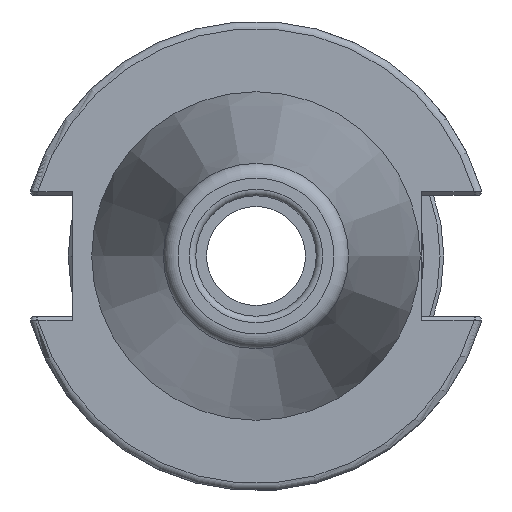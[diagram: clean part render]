
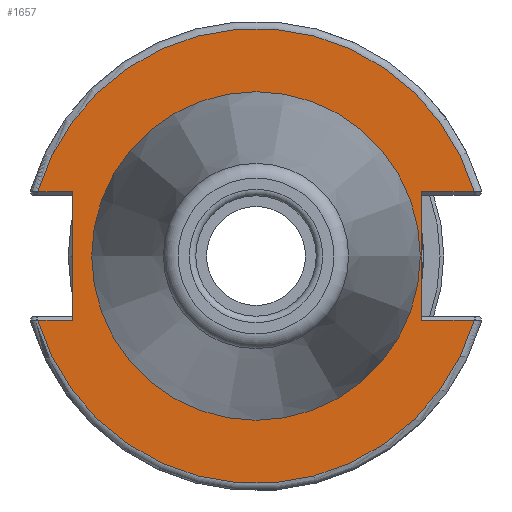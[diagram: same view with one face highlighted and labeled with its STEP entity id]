
A CAD part, left-side view. The second image highlights one B-rep face of the part: STEP entity #1657.
In plain terms, the highlighted planar face has unit normal (-1, 0, 0).
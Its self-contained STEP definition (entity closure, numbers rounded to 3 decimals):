
#15=FACE_BOUND('',#318,.T.);
#86=PLANE('',#1773);
#123=CIRCLE('',#1772,30.775);
#124=CIRCLE('',#1774,30.775);
#125=CIRCLE('',#1775,22.225);
#126=CIRCLE('',#1776,22.225);
#225=FACE_OUTER_BOUND('',#317,.T.);
#317=EDGE_LOOP('',(#1152,#1153,#1154,#1155,#1156,#1157,#1158,#1159));
#318=EDGE_LOOP('',(#1160,#1161));
#421=LINE('',#2646,#522);
#423=LINE('',#2714,#524);
#424=LINE('',#2716,#525);
#425=LINE('',#2720,#526);
#426=LINE('',#2722,#527);
#427=LINE('',#2723,#528);
#522=VECTOR('',#1958,10.);
#524=VECTOR('',#1976,10.);
#525=VECTOR('',#1977,10.);
#526=VECTOR('',#1980,10.);
#527=VECTOR('',#1981,10.);
#528=VECTOR('',#1982,10.);
#678=VERTEX_POINT('',#2639);
#681=VERTEX_POINT('',#2644);
#687=VERTEX_POINT('',#2692);
#689=VERTEX_POINT('',#2713);
#690=VERTEX_POINT('',#2715);
#691=VERTEX_POINT('',#2717);
#692=VERTEX_POINT('',#2719);
#693=VERTEX_POINT('',#2721);
#694=VERTEX_POINT('',#2724);
#695=VERTEX_POINT('',#2725);
#864=EDGE_CURVE('',#681,#678,#421,.T.);
#874=EDGE_CURVE('',#678,#687,#123,.T.);
#877=EDGE_CURVE('',#681,#689,#423,.T.);
#878=EDGE_CURVE('',#690,#689,#424,.T.);
#879=EDGE_CURVE('',#691,#690,#124,.T.);
#880=EDGE_CURVE('',#692,#691,#425,.T.);
#881=EDGE_CURVE('',#692,#693,#426,.T.);
#882=EDGE_CURVE('',#687,#693,#427,.T.);
#883=EDGE_CURVE('',#694,#695,#125,.T.);
#884=EDGE_CURVE('',#695,#694,#126,.T.);
#1152=ORIENTED_EDGE('',*,*,#864,.F.);
#1153=ORIENTED_EDGE('',*,*,#877,.T.);
#1154=ORIENTED_EDGE('',*,*,#878,.F.);
#1155=ORIENTED_EDGE('',*,*,#879,.F.);
#1156=ORIENTED_EDGE('',*,*,#880,.F.);
#1157=ORIENTED_EDGE('',*,*,#881,.T.);
#1158=ORIENTED_EDGE('',*,*,#882,.F.);
#1159=ORIENTED_EDGE('',*,*,#874,.F.);
#1160=ORIENTED_EDGE('',*,*,#883,.T.);
#1161=ORIENTED_EDGE('',*,*,#884,.T.);
#1657=ADVANCED_FACE('',(#225,#15),#86,.T.);
#1772=AXIS2_PLACEMENT_3D('',#2693,#1972,#1973);
#1773=AXIS2_PLACEMENT_3D('',#2712,#1974,#1975);
#1774=AXIS2_PLACEMENT_3D('',#2718,#1978,#1979);
#1775=AXIS2_PLACEMENT_3D('',#2726,#1983,#1984);
#1776=AXIS2_PLACEMENT_3D('',#2727,#1985,#1986);
#1958=DIRECTION('',(0.,-1.,0.));
#1972=DIRECTION('center_axis',(1.,0.,0.));
#1973=DIRECTION('ref_axis',(0.,0.,-1.));
#1974=DIRECTION('center_axis',(-1.,0.,0.));
#1975=DIRECTION('ref_axis',(0.,0.,1.));
#1976=DIRECTION('',(0.,0.,1.));
#1977=DIRECTION('',(0.,1.,0.));
#1978=DIRECTION('center_axis',(1.,0.,0.));
#1979=DIRECTION('ref_axis',(0.,0.,-1.));
#1980=DIRECTION('',(0.,1.,0.));
#1981=DIRECTION('',(0.,0.,-1.));
#1982=DIRECTION('',(0.,-1.,0.));
#1983=DIRECTION('center_axis',(1.,0.,0.));
#1984=DIRECTION('ref_axis',(0.,0.,-1.));
#1985=DIRECTION('center_axis',(1.,0.,0.));
#1986=DIRECTION('ref_axis',(0.,0.,-1.));
#2639=CARTESIAN_POINT('',(3.175,-29.523,-8.69));
#2644=CARTESIAN_POINT('',(3.175,-22.41,-8.69));
#2646=CARTESIAN_POINT('',(3.175,-4.878,-8.69));
#2692=CARTESIAN_POINT('',(3.175,29.523,-8.69));
#2693=CARTESIAN_POINT('Origin',(3.175,0.,
0.));
#2712=CARTESIAN_POINT('Origin',(3.175,30.775,0.));
#2713=CARTESIAN_POINT('',(3.175,-22.41,8.69));
#2714=CARTESIAN_POINT('',(3.175,-22.41,-4.095));
#2715=CARTESIAN_POINT('',(3.175,-29.523,8.69));
#2716=CARTESIAN_POINT('',(3.175,4.182,8.69));
#2717=CARTESIAN_POINT('',(3.175,29.523,8.69));
#2718=CARTESIAN_POINT('Origin',(3.175,0.,
0.));
#2719=CARTESIAN_POINT('',(3.175,24.8,8.69));
#2720=CARTESIAN_POINT('',(3.175,32.958,8.69));
#2721=CARTESIAN_POINT('',(3.175,24.8,-8.69));
#2722=CARTESIAN_POINT('',(3.175,24.8,4.095));
#2723=CARTESIAN_POINT('',(3.175,27.788,-8.69));
#2724=CARTESIAN_POINT('',(3.175,22.225,0.));
#2725=CARTESIAN_POINT('',(3.175,-22.225,0.));
#2726=CARTESIAN_POINT('Origin',(3.175,0.,
0.));
#2727=CARTESIAN_POINT('Origin',(3.175,0.,
0.));
